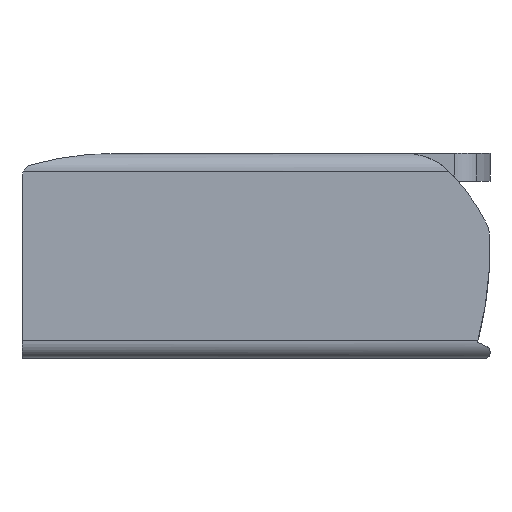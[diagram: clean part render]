
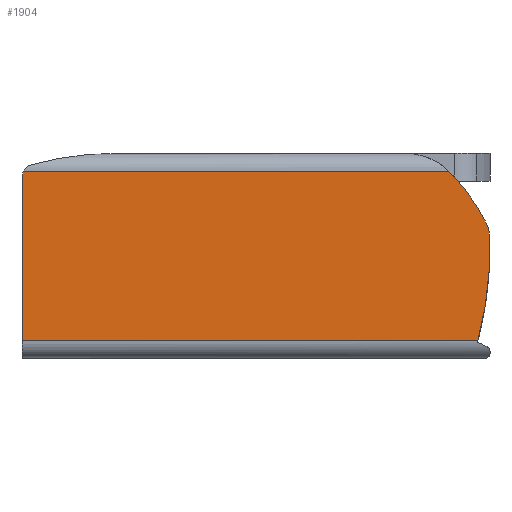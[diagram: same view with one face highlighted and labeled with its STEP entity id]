
A CAD part, left-side view. The second image highlights one B-rep face of the part: STEP entity #1904.
In plain terms, the highlighted planar face has unit normal (-1, 0, 0).
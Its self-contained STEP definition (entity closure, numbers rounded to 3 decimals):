
#74=PLANE('',#2066);
#154=FACE_OUTER_BOUND('',#253,.T.);
#253=EDGE_LOOP('',(#1537,#1538,#1539,#1540,#1541,#1542,#1543,#1544));
#365=CIRCLE('',#2058,13.9);
#369=CIRCLE('',#2065,0.5);
#370=CIRCLE('',#2067,1.);
#371=CIRCLE('',#2068,8.);
#372=CIRCLE('',#2069,2.5);
#497=LINE('',#3139,#682);
#500=LINE('',#3158,#685);
#501=LINE('',#3159,#686);
#682=VECTOR('',#2441,1000.);
#685=VECTOR('',#2450,1000.);
#686=VECTOR('',#2451,1000.);
#873=VERTEX_POINT('',#3081);
#874=VERTEX_POINT('',#3083);
#881=VERTEX_POINT('',#3136);
#882=VERTEX_POINT('',#3138);
#883=VERTEX_POINT('',#3142);
#885=VERTEX_POINT('',#3157);
#886=VERTEX_POINT('',#3160);
#887=VERTEX_POINT('',#3162);
#1108=EDGE_CURVE('',#874,#873,#365,.T.);
#1118=EDGE_CURVE('',#882,#881,#497,.T.);
#1120=EDGE_CURVE('',#883,#882,#369,.T.);
#1123=EDGE_CURVE('',#883,#885,#500,.F.);
#1124=EDGE_CURVE('',#881,#874,#501,.F.);
#1125=EDGE_CURVE('',#873,#886,#370,.T.);
#1126=EDGE_CURVE('',#886,#887,#371,.T.);
#1127=EDGE_CURVE('',#887,#885,#372,.T.);
#1537=ORIENTED_EDGE('',*,*,#1123,.F.);
#1538=ORIENTED_EDGE('',*,*,#1120,.T.);
#1539=ORIENTED_EDGE('',*,*,#1118,.T.);
#1540=ORIENTED_EDGE('',*,*,#1124,.T.);
#1541=ORIENTED_EDGE('',*,*,#1108,.T.);
#1542=ORIENTED_EDGE('',*,*,#1125,.T.);
#1543=ORIENTED_EDGE('',*,*,#1126,.T.);
#1544=ORIENTED_EDGE('',*,*,#1127,.T.);
#1904=ADVANCED_FACE('',(#154),#74,.T.);
#2058=AXIS2_PLACEMENT_3D('',#3084,#2428,#2429);
#2065=AXIS2_PLACEMENT_3D('',#3143,#2445,#2446);
#2066=AXIS2_PLACEMENT_3D('',#3156,#2448,#2449);
#2067=AXIS2_PLACEMENT_3D('',#3161,#2452,#2453);
#2068=AXIS2_PLACEMENT_3D('',#3163,#2454,#2455);
#2069=AXIS2_PLACEMENT_3D('',#3164,#2456,#2457);
#2428=DIRECTION('center_axis',(-1.,0.,0.));
#2429=DIRECTION('ref_axis',(0.,-1.,0.));
#2441=DIRECTION('',(0.,0.,-1.));
#2445=DIRECTION('center_axis',(-1.,0.,0.));
#2446=DIRECTION('ref_axis',(0.,-1.,0.));
#2448=DIRECTION('center_axis',(-1.,0.,0.));
#2449=DIRECTION('ref_axis',(0.,-1.,0.));
#2450=DIRECTION('',(0.,1.,0.));
#2451=DIRECTION('',(0.,1.,0.));
#2452=DIRECTION('center_axis',(-1.,0.,0.));
#2453=DIRECTION('ref_axis',(0.,-1.,0.));
#2454=DIRECTION('center_axis',(-1.,0.,0.));
#2455=DIRECTION('ref_axis',(0.,-1.,0.));
#2456=DIRECTION('center_axis',(-1.,0.,0.));
#2457=DIRECTION('ref_axis',(0.,-1.,0.));
#3081=CARTESIAN_POINT('',(-6.5,-9.375,4.947));
#3083=CARTESIAN_POINT('',(-6.5,-8.916,0.7));
#3084=CARTESIAN_POINT('Origin',(-6.5,4.51,4.3));
#3136=CARTESIAN_POINT('',(-6.5,9.2,0.7));
#3138=CARTESIAN_POINT('',(-6.5,9.2,7.219));
#3139=CARTESIAN_POINT('',(-6.5,9.2,7.219));
#3142=CARTESIAN_POINT('',(-6.5,9.143,7.45));
#3143=CARTESIAN_POINT('Origin',(-6.5,8.7,7.219));
#3156=CARTESIAN_POINT('Origin',(-6.5,8.7,7.219));
#3157=CARTESIAN_POINT('',(-6.5,-7.765,7.45));
#3158=CARTESIAN_POINT('',(-6.5,-9.4,7.45));
#3159=CARTESIAN_POINT('',(-6.5,-9.4,0.7));
#3160=CARTESIAN_POINT('',(-6.5,-9.273,5.343));
#3161=CARTESIAN_POINT('Origin',(-6.5,-8.376,4.9));
#3162=CARTESIAN_POINT('',(-6.5,-7.889,7.321));
#3163=CARTESIAN_POINT('Origin',(-6.5,-2.1,1.8));
#3164=CARTESIAN_POINT('Origin',(-6.5,-6.03,5.65));
